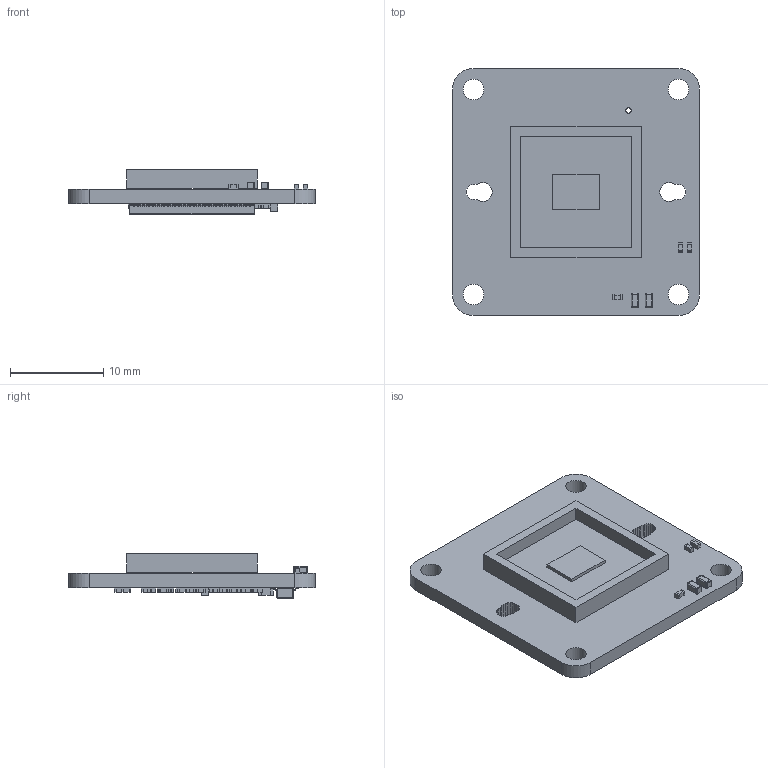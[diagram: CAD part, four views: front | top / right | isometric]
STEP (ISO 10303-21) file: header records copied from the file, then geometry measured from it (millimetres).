
FILE_DESCRIPTION(('Open CASCADE Model'),'2;1');
FILE_NAME('Open CASCADE Shape Model','2019-06-19T10:56:57',('Author'),( 'Open CASCADE'),'Open CASCADE STEP processor 6.8','Open CASCADE 6.8' ,'Unknown');
FILE_SCHEMA(('AUTOMOTIVE_DESIGN { 1 0 10303 214 1 1 1 1 }'));
Length unit declared in the file: millimetre
Products named in the file (81): PCB; Board; C60; C0402; J1; DF40C-60DP; C3; C4; C5; C6; C7; C8; C9; C0603; C82; C10; C11; C12; C13; C14; C15; C16; C17; C18; C19; C20; C21; C22; C23; C24; C25; C26; C27; C28; C29; C30; C31; C32; C33; C34 ...
Assembly tree (147 placements, depth 3):
  PCB
    Board
    C60
      C0402
    J1
      DF40C-60DP
    C3
      C0402
    C4
      C0402
    C5
      C0402
    C6
      C0402
    C7
      C0402
    C8
      C0402
    C9
      C0603
    C82
      C0402
    C10
      C0402
    C11
      C0402
    C12
      C0402
    C13
      C0402
    C14
      C0402
    C15
      C0402
    C16
      C0402
    C17
      C0402
    C18
      C0402
    C19
      C0402
    C20
      C0402
    C21
      C0402
    C22
      C0402
    C23
      C0402
    C24
      C0402
    C25
      C0402
    C26
      C0402
    C27
      C0402
    C28
      C0402
Bounding box: 26.5 x 26.5 x 4.81 mm (x, y, z)
Volume: 1287.2 mm3; surface area: 2478.8 mm2
Topology: 78 solids, 78 shells, 3875 faces, 9618 edges, 5499 vertices
Faces by surface type: plane 1834, cylinder 1449, sphere 544, bspline 32, torus 12, cone 4
Full cylindrical faces by diameter (mm): 0.6 x1, 2.2 x4
Entity records: 125019 total; most frequent: CARTESIAN_POINT 57091, DIRECTION 11212, ORIENTED_EDGE 6820, PCURVE 6820, DEFINITIONAL_REPRESENTATION 6820, LINE 6753, VECTOR 6753, EDGE_CURVE 3410
